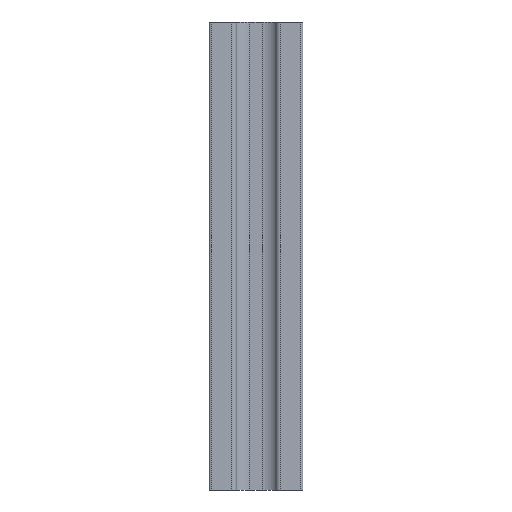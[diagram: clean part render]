
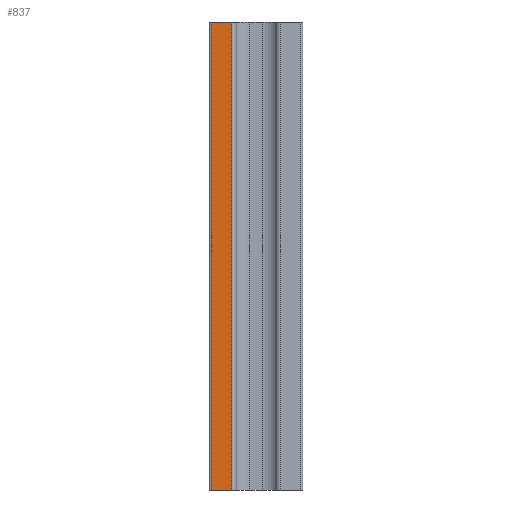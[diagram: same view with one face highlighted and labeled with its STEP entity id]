
A CAD part, left-side view. The second image highlights one B-rep face of the part: STEP entity #837.
In plain terms, the highlighted planar face has unit normal (-1, 0, 0).
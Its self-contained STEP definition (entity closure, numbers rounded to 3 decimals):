
#4 = EDGE_CURVE ( 'NONE', #1858, #2080, #1643, .T. ) ;
#23 = VERTEX_POINT ( 'NONE', #1749 ) ;
#37 = CARTESIAN_POINT ( 'NONE',  ( 776.218, 437.561, 0. ) ) ;
#82 = DIRECTION ( 'NONE',  ( 0., -1., 0. ) ) ;
#158 = LINE ( 'NONE', #1602, #239 ) ;
#190 = VECTOR ( 'NONE', #2116, 1000. ) ;
#237 = EDGE_CURVE ( 'NONE', #1593, #23, #852, .T. ) ;
#239 = VECTOR ( 'NONE', #2011, 1000. ) ;
#252 = PLANE ( 'NONE',  #727 ) ;
#259 = CARTESIAN_POINT ( 'NONE',  ( 776.218, 433.111, 100. ) ) ;
#344 = VECTOR ( 'NONE', #1871, 1000. ) ;
#449 = VECTOR ( 'NONE', #82, 1000. ) ;
#492 = CARTESIAN_POINT ( 'NONE',  ( 776.218, 437.561, 100. ) ) ;
#727 = AXIS2_PLACEMENT_3D ( 'NONE', #492, #920, #1415 ) ;
#837 = ADVANCED_FACE ( 'NONE', ( #2099 ), #252, .F. ) ;
#852 = LINE ( 'NONE', #259, #344 ) ;
#905 = EDGE_LOOP ( 'NONE', ( #1577, #2365, #2355, #2268 ) ) ;
#920 = DIRECTION ( 'NONE',  ( 1., 0., 0. ) ) ;
#1049 = CARTESIAN_POINT ( 'NONE',  ( 776.218, 437.561, 100. ) ) ;
#1284 = CARTESIAN_POINT ( 'NONE',  ( 776.218, 433.111, 100. ) ) ;
#1415 = DIRECTION ( 'NONE',  ( 0., 0., -1. ) ) ;
#1427 = EDGE_CURVE ( 'NONE', #2080, #23, #158, .T. ) ;
#1577 = ORIENTED_EDGE ( 'NONE', *, *, #1427, .T. ) ;
#1593 = VERTEX_POINT ( 'NONE', #1284 ) ;
#1602 = CARTESIAN_POINT ( 'NONE',  ( 776.218, 437.561, 0. ) ) ;
#1643 = LINE ( 'NONE', #2357, #190 ) ;
#1749 = CARTESIAN_POINT ( 'NONE',  ( 776.218, 433.111, 0. ) ) ;
#1784 = EDGE_CURVE ( 'NONE', #1858, #1593, #2360, .T. ) ;
#1858 = VERTEX_POINT ( 'NONE', #1049 ) ;
#1871 = DIRECTION ( 'NONE',  ( 0., 0., -1. ) ) ;
#1896 = CARTESIAN_POINT ( 'NONE',  ( 776.218, 437.561, 100. ) ) ;
#2011 = DIRECTION ( 'NONE',  ( 0., -1., 0. ) ) ;
#2080 = VERTEX_POINT ( 'NONE', #37 ) ;
#2099 = FACE_OUTER_BOUND ( 'NONE', #905, .T. ) ;
#2116 = DIRECTION ( 'NONE',  ( 0., 0., -1. ) ) ;
#2268 = ORIENTED_EDGE ( 'NONE', *, *, #4, .T. ) ;
#2355 = ORIENTED_EDGE ( 'NONE', *, *, #1784, .F. ) ;
#2357 = CARTESIAN_POINT ( 'NONE',  ( 776.218, 437.561, 100. ) ) ;
#2360 = LINE ( 'NONE', #1896, #449 ) ;
#2365 = ORIENTED_EDGE ( 'NONE', *, *, #237, .F. ) ;
